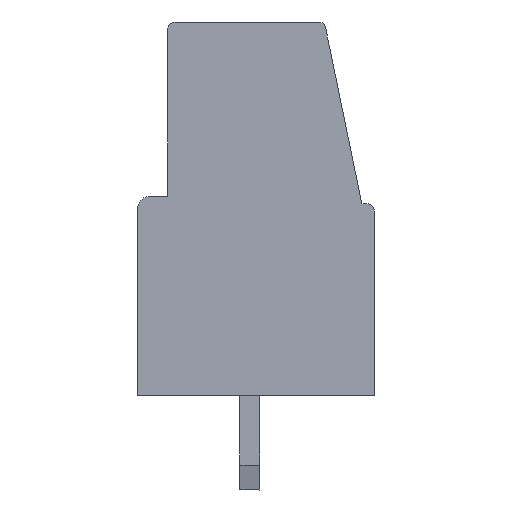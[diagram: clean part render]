
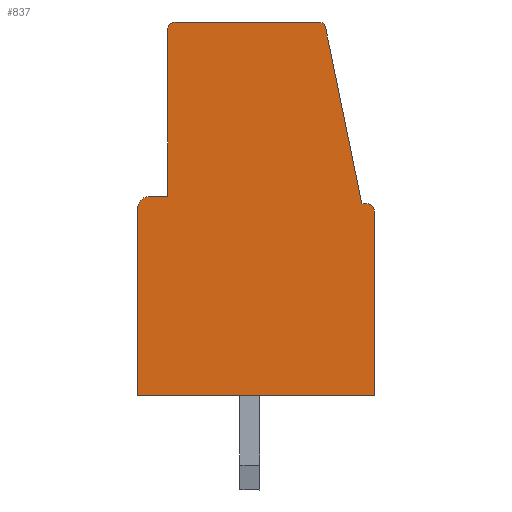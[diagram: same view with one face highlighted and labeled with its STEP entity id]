
A CAD part, front view. The second image highlights one B-rep face of the part: STEP entity #837.
In plain terms, the highlighted planar face has unit normal (0, -1, 0).
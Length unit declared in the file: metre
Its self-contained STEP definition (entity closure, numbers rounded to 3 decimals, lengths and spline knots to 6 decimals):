
#837=ADVANCED_FACE('',(#1703),#1704,.F.);
#1703=FACE_OUTER_BOUND('',#2567,.T.);
#1704=PLANE('',#2568);
#2567=EDGE_LOOP('',(#5060,#5061,#5062,#5063,#5064,#5065,#5066,#5067,#5068,#5069,#5070,#5071));
#2568=AXIS2_PLACEMENT_3D('',#5072,#5073,#5074);
#5060=ORIENTED_EDGE('',*,*,#6046,.F.);
#5061=ORIENTED_EDGE('',*,*,#6053,.F.);
#5062=ORIENTED_EDGE('',*,*,#5471,.F.);
#5063=ORIENTED_EDGE('',*,*,#5164,.T.);
#5064=ORIENTED_EDGE('',*,*,#6069,.F.);
#5065=ORIENTED_EDGE('',*,*,#6071,.F.);
#5066=ORIENTED_EDGE('',*,*,#5169,.T.);
#5067=ORIENTED_EDGE('',*,*,#6074,.F.);
#5068=ORIENTED_EDGE('',*,*,#5174,.T.);
#5069=ORIENTED_EDGE('',*,*,#6032,.F.);
#5070=ORIENTED_EDGE('',*,*,#6030,.F.);
#5071=ORIENTED_EDGE('',*,*,#6117,.T.);
#5072=CARTESIAN_POINT('',(0.301999,-0.005943,0.013746));
#5073=DIRECTION('',(0.,1.0,0.));
#5074=DIRECTION('',(1.0,0.0,0.));
#5164=EDGE_CURVE('',#6176,#6180,#6182,.F.);
#5169=EDGE_CURVE('',#6185,#6189,#6191,.F.);
#5174=EDGE_CURVE('',#6194,#6198,#6200,.F.);
#5471=EDGE_CURVE('',#6176,#6653,#6654,.T.);
#6030=EDGE_CURVE('',#7473,#7465,#7475,.T.);
#6032=EDGE_CURVE('',#7465,#6198,#7477,.T.);
#6046=EDGE_CURVE('',#7492,#7494,#7495,.T.);
#6053=EDGE_CURVE('',#6653,#7492,#7503,.T.);
#6069=EDGE_CURVE('',#7523,#6180,#7525,.T.);
#6071=EDGE_CURVE('',#6185,#7523,#7527,.T.);
#6074=EDGE_CURVE('',#6194,#6189,#7531,.T.);
#6117=EDGE_CURVE('',#7473,#7494,#7584,.T.);
#6176=VERTEX_POINT('',#7665);
#6180=VERTEX_POINT('',#7670);
#6182=CIRCLE('',#7673,0.0003);
#6185=VERTEX_POINT('',#7676);
#6189=VERTEX_POINT('',#7681);
#6191=CIRCLE('',#7684,0.0003);
#6194=VERTEX_POINT('',#7687);
#6198=VERTEX_POINT('',#7692);
#6200=CIRCLE('',#7695,0.0003);
#6653=VERTEX_POINT('',#8349);
#6654=LINE('',#8350,#8351);
#7465=VERTEX_POINT('',#9510);
#7473=VERTEX_POINT('',#9523);
#7475=LINE('',#9526,#9527);
#7477=LINE('',#9529,#9530);
#7492=VERTEX_POINT('',#9555);
#7494=VERTEX_POINT('',#9558);
#7495=LINE('',#9559,#9560);
#7503=LINE('',#9572,#9573);
#7523=VERTEX_POINT('',#9603);
#7525=LINE('',#9606,#9607);
#7527=LINE('',#9609,#9610);
#7531=LINE('',#9614,#9615);
#7584=CIRCLE('',#9686,0.0005);
#7665=CARTESIAN_POINT('',(0.139331,-0.005943,-0.011353));
#7670=CARTESIAN_POINT('',(0.139031,-0.005943,-0.011053));
#7673=AXIS2_PLACEMENT_3D('',#9725,#9726,#9727);
#7676=CARTESIAN_POINT('',(0.13738,-0.005943,-0.003993));
#7681=CARTESIAN_POINT('',(0.137087,-0.005943,-0.003753));
#7684=AXIS2_PLACEMENT_3D('',#9733,#9734,#9735);
#7687=CARTESIAN_POINT('',(0.131331,-0.005943,-0.003753));
#7692=CARTESIAN_POINT('',(0.131031,-0.005943,-0.004053));
#7695=AXIS2_PLACEMENT_3D('',#9741,#9742,#9743);
#8349=CARTESIAN_POINT('',(0.139331,-0.005943,-0.018753));
#8350=CARTESIAN_POINT('',(0.139331,-0.005943,-0.019053));
#8351=VECTOR('',#10011,1.0);
#9510=CARTESIAN_POINT('',(0.131031,-0.005943,-0.010753));
#9523=CARTESIAN_POINT('',(0.130331,-0.005943,-0.010753));
#9526=CARTESIAN_POINT('',(0.301999,-0.005943,-0.010753));
#9527=VECTOR('',#10516,1.0);
#9529=CARTESIAN_POINT('',(0.131031,-0.005943,0.013746));
#9530=VECTOR('',#10517,1.0);
#9555=CARTESIAN_POINT('',(0.129831,-0.005943,-0.018753));
#9558=CARTESIAN_POINT('',(0.129831,-0.005943,-0.011253));
#9559=CARTESIAN_POINT('',(0.129831,-0.005943,-0.003753));
#9560=VECTOR('',#10529,1.0);
#9572=CARTESIAN_POINT('',(0.129831,-0.005943,-0.018753));
#9573=VECTOR('',#10534,1.0);
#9603=CARTESIAN_POINT('',(0.138831,-0.005943,-0.011053));
#9606=CARTESIAN_POINT('',(0.139331,-0.005943,-0.011053));
#9607=VECTOR('',#10546,1.0);
#9609=CARTESIAN_POINT('',(0.138831,-0.005943,-0.011053));
#9610=VECTOR('',#10547,1.0);
#9614=CARTESIAN_POINT('',(0.137331,-0.005943,-0.003753));
#9615=VECTOR('',#10551,1.0);
#9686=AXIS2_PLACEMENT_3D('',#10576,#10577,#10578);
#9725=CARTESIAN_POINT('',(0.139031,-0.005943,-0.011353));
#9726=DIRECTION('',(0.,1.0,0.));
#9727=DIRECTION('',(0.0,0.,1.0));
#9733=CARTESIAN_POINT('',(0.137087,-0.005943,-0.004053));
#9734=DIRECTION('',(0.,1.0,0.));
#9735=DIRECTION('',(0.0,0.,1.0));
#9741=CARTESIAN_POINT('',(0.131331,-0.005943,-0.004053));
#9742=DIRECTION('',(0.,1.0,0.));
#9743=DIRECTION('',(0.0,0.,1.0));
#10011=DIRECTION('',(0.0,0.0,-1.0));
#10516=DIRECTION('',(1.0,0.,0.));
#10517=DIRECTION('',(0.,0.0,1.0));
#10529=DIRECTION('',(0.0,0.0,1.0));
#10534=DIRECTION('',(-1.0,0.,0.));
#10546=DIRECTION('',(1.0,0.,0.));
#10547=DIRECTION('',(0.201,0.0,-0.98));
#10551=DIRECTION('',(1.0,0.,0.));
#10576=CARTESIAN_POINT('',(0.130331,-0.005943,-0.011253));
#10577=DIRECTION('',(0.,-1.0,0.));
#10578=DIRECTION('',(0.,0.,-1.0));
